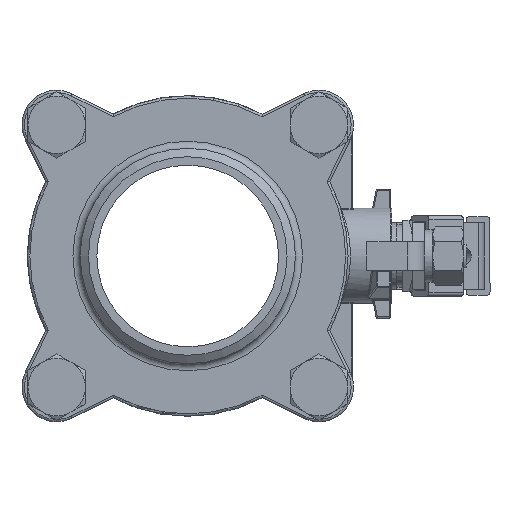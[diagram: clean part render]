
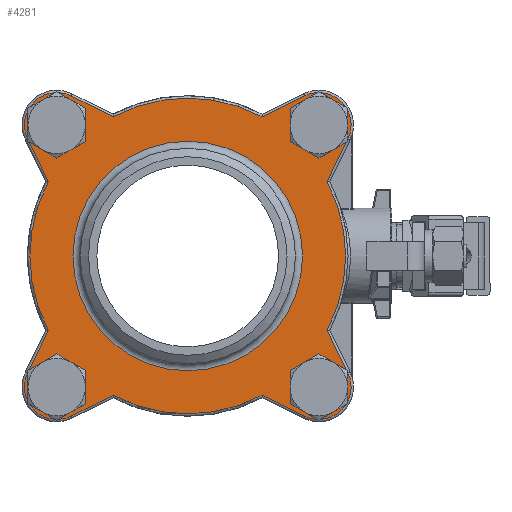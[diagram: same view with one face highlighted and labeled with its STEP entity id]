
A CAD part, front view. The second image highlights one B-rep face of the part: STEP entity #4281.
In plain terms, the highlighted face is planar.
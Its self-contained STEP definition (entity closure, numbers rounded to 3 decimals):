
#4281=ADVANCED_FACE('',(#8345,#8346,#8347,#8348,#8349,#8350),#8351,.T.);
#8345=FACE_BOUND('',#20194,.T.);
#8346=FACE_OUTER_BOUND('',#20195,.T.);
#8347=FACE_BOUND('',#20196,.T.);
#8348=FACE_BOUND('',#20197,.T.);
#8349=FACE_BOUND('',#20198,.T.);
#8350=FACE_BOUND('',#20199,.T.);
#8351=PLANE('',#20200);
#20194=EDGE_LOOP('',(#31284));
#20195=EDGE_LOOP('',(#31285,#31286,#31287,#31288,#31289,#31290,#31291,#31292,#31293,#31294,#31295,#31296,#31297,#31298,#31299,#31300));
#20196=EDGE_LOOP('',(#31301));
#20197=EDGE_LOOP('',(#31302));
#20198=EDGE_LOOP('',(#31303));
#20199=EDGE_LOOP('',(#31304));
#20200=AXIS2_PLACEMENT_3D('',#31305,#31306,#31307);
#31284=ORIENTED_EDGE('',*,*,#35832,.T.);
#31285=ORIENTED_EDGE('',*,*,#35676,.T.);
#31286=ORIENTED_EDGE('',*,*,#35777,.T.);
#31287=ORIENTED_EDGE('',*,*,#35783,.T.);
#31288=ORIENTED_EDGE('',*,*,#35786,.T.);
#31289=ORIENTED_EDGE('',*,*,#35683,.T.);
#31290=ORIENTED_EDGE('',*,*,#35688,.T.);
#31291=ORIENTED_EDGE('',*,*,#35790,.T.);
#31292=ORIENTED_EDGE('',*,*,#35795,.T.);
#31293=ORIENTED_EDGE('',*,*,#35705,.T.);
#31294=ORIENTED_EDGE('',*,*,#35711,.T.);
#31295=ORIENTED_EDGE('',*,*,#35714,.T.);
#31296=ORIENTED_EDGE('',*,*,#35702,.T.);
#31297=ORIENTED_EDGE('',*,*,#35793,.T.);
#31298=ORIENTED_EDGE('',*,*,#35697,.T.);
#31299=ORIENTED_EDGE('',*,*,#35693,.T.);
#31300=ORIENTED_EDGE('',*,*,#35680,.T.);
#31301=ORIENTED_EDGE('',*,*,#35804,.T.);
#31302=ORIENTED_EDGE('',*,*,#35802,.T.);
#31303=ORIENTED_EDGE('',*,*,#35800,.T.);
#31304=ORIENTED_EDGE('',*,*,#35798,.T.);
#31305=CARTESIAN_POINT('',(92.0,0.0,65.8));
#31306=DIRECTION('',(0.0,0.,1.0));
#31307=DIRECTION('',(0.0,-1.0,0.));
#35676=EDGE_CURVE('',#42123,#42128,#42130,.T.);
#35680=EDGE_CURVE('',#42132,#42123,#42136,.T.);
#35683=EDGE_CURVE('',#42141,#42139,#42142,.T.);
#35688=EDGE_CURVE('',#42139,#42148,#42150,.T.);
#35693=EDGE_CURVE('',#42153,#42132,#42157,.T.);
#35697=EDGE_CURVE('',#42159,#42153,#42163,.T.);
#35702=EDGE_CURVE('',#42165,#42170,#42172,.T.);
#35705=EDGE_CURVE('',#42177,#42175,#42178,.T.);
#35711=EDGE_CURVE('',#42175,#42185,#42187,.T.);
#35714=EDGE_CURVE('',#42185,#42165,#42190,.T.);
#35777=EDGE_CURVE('',#42128,#42287,#42289,.T.);
#35783=EDGE_CURVE('',#42287,#42296,#42298,.T.);
#35786=EDGE_CURVE('',#42296,#42141,#42301,.T.);
#35790=EDGE_CURVE('',#42148,#42305,#42307,.T.);
#35793=EDGE_CURVE('',#42170,#42159,#42310,.T.);
#35795=EDGE_CURVE('',#42305,#42177,#42312,.T.);
#35798=EDGE_CURVE('',#42315,#42315,#42316,.T.);
#35800=EDGE_CURVE('',#42318,#42318,#42319,.T.);
#35802=EDGE_CURVE('',#42321,#42321,#42322,.T.);
#35804=EDGE_CURVE('',#42324,#42324,#42325,.T.);
#35832=EDGE_CURVE('',#42356,#42356,#42357,.F.);
#42123=VERTEX_POINT('',#53883);
#42128=VERTEX_POINT('',#53895);
#42130=CIRCLE('',#53904,66.0);
#42132=VERTEX_POINT('',#53906);
#42136=LINE('',#53911,#53912);
#42139=VERTEX_POINT('',#53915);
#42141=VERTEX_POINT('',#53924);
#42142=CIRCLE('',#53925,66.0);
#42148=VERTEX_POINT('',#53938);
#42150=LINE('',#53940,#53941);
#42153=VERTEX_POINT('',#53945);
#42157=CIRCLE('',#53949,13.5);
#42159=VERTEX_POINT('',#53951);
#42163=LINE('',#53963,#53964);
#42165=VERTEX_POINT('',#53966);
#42170=VERTEX_POINT('',#53972);
#42172=LINE('',#53981,#53982);
#42175=VERTEX_POINT('',#53985);
#42177=VERTEX_POINT('',#53994);
#42178=CIRCLE('',#53995,66.0);
#42185=VERTEX_POINT('',#54010);
#42187=LINE('',#54012,#54013);
#42190=CIRCLE('',#54016,13.5);
#42287=VERTEX_POINT('',#54206);
#42289=LINE('',#54208,#54209);
#42296=VERTEX_POINT('',#54217);
#42298=CIRCLE('',#54219,13.5);
#42301=LINE('',#54222,#54223);
#42305=VERTEX_POINT('',#54228);
#42307=CIRCLE('',#54230,13.5);
#42310=CIRCLE('',#54233,66.0);
#42312=LINE('',#54235,#54236);
#42315=VERTEX_POINT('',#54240);
#42316=CIRCLE('',#54241,8.25);
#42318=VERTEX_POINT('',#54243);
#42319=CIRCLE('',#54244,8.25);
#42321=VERTEX_POINT('',#54246);
#42322=CIRCLE('',#54247,8.25);
#42324=VERTEX_POINT('',#54249);
#42325=CIRCLE('',#54250,8.25);
#42356=VERTEX_POINT('',#54292);
#42357=CIRCLE('',#54293,48.0);
#53883=CARTESIAN_POINT('',(31.056,58.237,65.8));
#53895=CARTESIAN_POINT('',(-31.056,58.237,65.8));
#53904=AXIS2_PLACEMENT_3D('',#58003,#58004,#58005);
#53906=CARTESIAN_POINT('',(48.881,66.934,65.8));
#53911=CARTESIAN_POINT('',(57.331,71.057,65.8));
#53912=VECTOR('',#58010,1.0);
#53915=CARTESIAN_POINT('',(-58.237,-31.056,65.8));
#53924=CARTESIAN_POINT('',(-58.237,31.056,65.8));
#53925=AXIS2_PLACEMENT_3D('',#58011,#58012,#58013);
#53938=CARTESIAN_POINT('',(-66.934,-48.881,65.8));
#53940=CARTESIAN_POINT('',(-17.111,53.235,65.8));
#53941=VECTOR('',#58020,1.0);
#53945=CARTESIAN_POINT('',(66.934,48.881,65.8));
#53949=AXIS2_PLACEMENT_3D('',#58028,#58029,#58030);
#53951=CARTESIAN_POINT('',(58.237,31.056,65.8));
#53963=CARTESIAN_POINT('',(52.49,19.277,65.8));
#53964=VECTOR('',#58032,1.0);
#53966=CARTESIAN_POINT('',(66.934,-48.881,65.8));
#53972=CARTESIAN_POINT('',(58.237,-31.056,65.8));
#53981=CARTESIAN_POINT('',(52.49,-19.277,65.8));
#53982=VECTOR('',#58037,1.0);
#53985=CARTESIAN_POINT('',(31.056,-58.237,65.8));
#53994=CARTESIAN_POINT('',(-31.056,-58.237,65.8));
#53995=AXIS2_PLACEMENT_3D('',#58038,#58039,#58040);
#54010=CARTESIAN_POINT('',(48.881,-66.934,65.8));
#54012=CARTESIAN_POINT('',(57.331,-71.057,65.8));
#54013=VECTOR('',#58048,1.0);
#54016=AXIS2_PLACEMENT_3D('',#58052,#58053,#58054);
#54206=CARTESIAN_POINT('',(-48.881,66.934,65.8));
#54208=CARTESIAN_POINT('',(91.29,-1.456,65.8));
#54209=VECTOR('',#58139,1.0);
#54217=CARTESIAN_POINT('',(-66.934,48.881,65.8));
#54219=AXIS2_PLACEMENT_3D('',#58147,#58148,#58149);
#54222=CARTESIAN_POINT('',(-17.111,-53.235,65.8));
#54223=VECTOR('',#58153,1.0);
#54228=CARTESIAN_POINT('',(-48.881,-66.934,65.8));
#54230=AXIS2_PLACEMENT_3D('',#58158,#58159,#58160);
#54233=AXIS2_PLACEMENT_3D('',#58164,#58165,#58166);
#54235=CARTESIAN_POINT('',(91.29,1.456,65.8));
#54236=VECTOR('',#58167,1.0);
#54240=CARTESIAN_POINT('',(54.801,63.051,65.8));
#54241=AXIS2_PLACEMENT_3D('',#58169,#58170,#58171);
#54243=CARTESIAN_POINT('',(-54.801,63.051,65.8));
#54244=AXIS2_PLACEMENT_3D('',#58172,#58173,#58174);
#54246=CARTESIAN_POINT('',(-54.801,-46.551,65.8));
#54247=AXIS2_PLACEMENT_3D('',#58175,#58176,#58177);
#54249=CARTESIAN_POINT('',(54.801,-46.551,65.8));
#54250=AXIS2_PLACEMENT_3D('',#58178,#58179,#58180);
#54292=CARTESIAN_POINT('',(0.0,-48.0,65.8));
#54293=AXIS2_PLACEMENT_3D('',#58201,#58202,#58203);
#58003=CARTESIAN_POINT('',(0.0,0.,65.8));
#58004=DIRECTION('',(0.0,0.,1.0));
#58005=DIRECTION('',(0.0,-1.0,0.));
#58010=DIRECTION('',(-0.899,-0.438,0.));
#58011=CARTESIAN_POINT('',(0.0,0.,65.8));
#58012=DIRECTION('',(0.0,0.,1.0));
#58013=DIRECTION('',(0.0,-1.0,0.));
#58020=DIRECTION('',(-0.438,-0.899,0.));
#58028=CARTESIAN_POINT('',(54.801,54.801,65.8));
#58029=DIRECTION('',(0.0,0.,1.0));
#58030=DIRECTION('',(0.0,-1.0,0.));
#58032=DIRECTION('',(0.438,0.899,0.));
#58037=DIRECTION('',(-0.438,0.899,0.));
#58038=CARTESIAN_POINT('',(0.0,0.,65.8));
#58039=DIRECTION('',(0.0,0.,1.0));
#58040=DIRECTION('',(0.0,-1.0,0.));
#58048=DIRECTION('',(0.899,-0.438,0.));
#58052=CARTESIAN_POINT('',(54.801,-54.801,65.8));
#58053=DIRECTION('',(0.0,0.,1.0));
#58054=DIRECTION('',(0.0,-1.0,0.));
#58139=DIRECTION('',(-0.899,0.438,0.));
#58147=CARTESIAN_POINT('',(-54.801,54.801,65.8));
#58148=DIRECTION('',(0.0,0.,1.0));
#58149=DIRECTION('',(0.0,-1.0,0.));
#58153=DIRECTION('',(0.438,-0.899,0.));
#58158=CARTESIAN_POINT('',(-54.801,-54.801,65.8));
#58159=DIRECTION('',(0.0,0.,1.0));
#58160=DIRECTION('',(0.0,-1.0,0.));
#58164=CARTESIAN_POINT('',(0.0,0.,65.8));
#58165=DIRECTION('',(0.0,0.,1.0));
#58166=DIRECTION('',(0.0,-1.0,0.));
#58167=DIRECTION('',(0.899,0.438,0.));
#58169=CARTESIAN_POINT('',(54.801,54.801,65.8));
#58170=DIRECTION('',(0.0,0.0,-1.0));
#58171=DIRECTION('',(0.0,1.0,0.0));
#58172=CARTESIAN_POINT('',(-54.801,54.801,65.8));
#58173=DIRECTION('',(0.0,0.0,-1.0));
#58174=DIRECTION('',(0.0,1.0,0.0));
#58175=CARTESIAN_POINT('',(-54.801,-54.801,65.8));
#58176=DIRECTION('',(0.0,0.0,-1.0));
#58177=DIRECTION('',(0.0,1.0,0.0));
#58178=CARTESIAN_POINT('',(54.801,-54.801,65.8));
#58179=DIRECTION('',(0.0,0.0,-1.0));
#58180=DIRECTION('',(0.0,1.0,0.0));
#58201=CARTESIAN_POINT('',(0.0,0.,65.8));
#58202=DIRECTION('',(0.0,0.,1.0));
#58203=DIRECTION('',(0.0,-1.0,0.));
